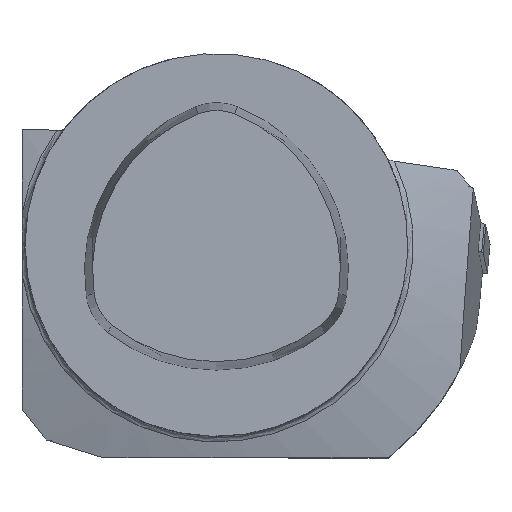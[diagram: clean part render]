
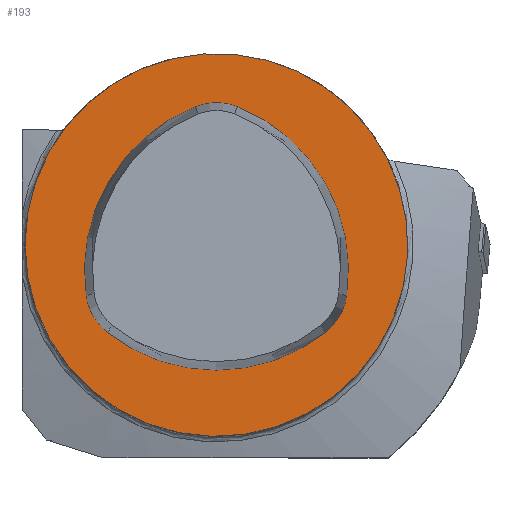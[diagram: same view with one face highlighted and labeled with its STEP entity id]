
A CAD part, top view. The second image highlights one B-rep face of the part: STEP entity #193.
In plain terms, the highlighted planar face has unit normal (0, 0, 1).
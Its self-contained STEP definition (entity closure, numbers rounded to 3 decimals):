
#113=FACE_BOUND('',#315,.T.);
#114=FACE_BOUND('',#316,.T.);
#150=PLANE('',#1143);
#193=ADVANCED_FACE('',(#113,#114),#150,.T.);
#315=EDGE_LOOP('',(#638));
#316=EDGE_LOOP('',(#639,#640,#641,#642,#643,#644));
#512=CIRCLE('',#1123,31.5);
#520=CIRCLE('',#1137,29.);
#521=CIRCLE('',#1138,9.4);
#522=CIRCLE('',#1139,29.);
#523=CIRCLE('',#1140,9.4);
#524=CIRCLE('',#1141,29.);
#525=CIRCLE('',#1142,9.4);
#638=ORIENTED_EDGE('',*,*,#951,.T.);
#639=ORIENTED_EDGE('',*,*,#969,.F.);
#640=ORIENTED_EDGE('',*,*,#970,.F.);
#641=ORIENTED_EDGE('',*,*,#971,.F.);
#642=ORIENTED_EDGE('',*,*,#972,.F.);
#643=ORIENTED_EDGE('',*,*,#973,.F.);
#644=ORIENTED_EDGE('',*,*,#974,.F.);
#847=VERTEX_POINT('',#1684);
#864=VERTEX_POINT('',#1748);
#865=VERTEX_POINT('',#1749);
#866=VERTEX_POINT('',#1751);
#867=VERTEX_POINT('',#1753);
#868=VERTEX_POINT('',#1755);
#869=VERTEX_POINT('',#1757);
#951=EDGE_CURVE('',#847,#847,#512,.T.);
#969=EDGE_CURVE('',#864,#865,#520,.T.);
#970=EDGE_CURVE('',#866,#864,#521,.T.);
#971=EDGE_CURVE('',#867,#866,#522,.T.);
#972=EDGE_CURVE('',#868,#867,#523,.T.);
#973=EDGE_CURVE('',#869,#868,#524,.T.);
#974=EDGE_CURVE('',#865,#869,#525,.T.);
#1123=AXIS2_PLACEMENT_3D('',#1683,#1295,#1296);
#1137=AXIS2_PLACEMENT_3D('',#1747,#1327,#1328);
#1138=AXIS2_PLACEMENT_3D('',#1750,#1329,#1330);
#1139=AXIS2_PLACEMENT_3D('',#1752,#1331,#1332);
#1140=AXIS2_PLACEMENT_3D('',#1754,#1333,#1334);
#1141=AXIS2_PLACEMENT_3D('',#1756,#1335,#1336);
#1142=AXIS2_PLACEMENT_3D('',#1758,#1337,#1338);
#1143=AXIS2_PLACEMENT_3D('',#1759,#1339,#1340);
#1295=DIRECTION('',(0.,0.,1.));
#1296=DIRECTION('',(-1.,0.,0.));
#1327=DIRECTION('',(0.,0.,1.));
#1328=DIRECTION('',(-1.,0.,0.));
#1329=DIRECTION('',(0.,0.,1.));
#1330=DIRECTION('',(-1.,0.,0.));
#1331=DIRECTION('',(0.,0.,1.));
#1332=DIRECTION('',(-1.,0.,0.));
#1333=DIRECTION('',(0.,0.,1.));
#1334=DIRECTION('',(-1.,0.,0.));
#1335=DIRECTION('',(0.,0.,1.));
#1336=DIRECTION('',(-1.,0.,0.));
#1337=DIRECTION('',(0.,0.,1.));
#1338=DIRECTION('',(-1.,0.,0.));
#1339=DIRECTION('',(0.,0.,1.));
#1340=DIRECTION('',(1.,0.,0.));
#1683=CARTESIAN_POINT('',(0.,0.,0.));
#1684=CARTESIAN_POINT('',(-31.5,0.,0.));
#1747=CARTESIAN_POINT('',(-7.275,-4.2,0.));
#1748=CARTESIAN_POINT('',(21.428,-8.343,0.));
#1749=CARTESIAN_POINT('',(3.489,22.729,0.));
#1750=CARTESIAN_POINT('',(12.124,-7.,0.));
#1751=CARTESIAN_POINT('',(17.939,-14.386,0.));
#1752=CARTESIAN_POINT('',(0.,8.4,0.));
#1753=CARTESIAN_POINT('',(-17.939,-14.386,0.));
#1754=CARTESIAN_POINT('',(-12.124,-7.,0.));
#1755=CARTESIAN_POINT('',(-21.428,-8.343,0.));
#1756=CARTESIAN_POINT('',(7.275,-4.2,0.));
#1757=CARTESIAN_POINT('',(-3.489,22.729,0.));
#1758=CARTESIAN_POINT('',(0.,14.,0.));
#1759=CARTESIAN_POINT('',(0.,0.,0.));
